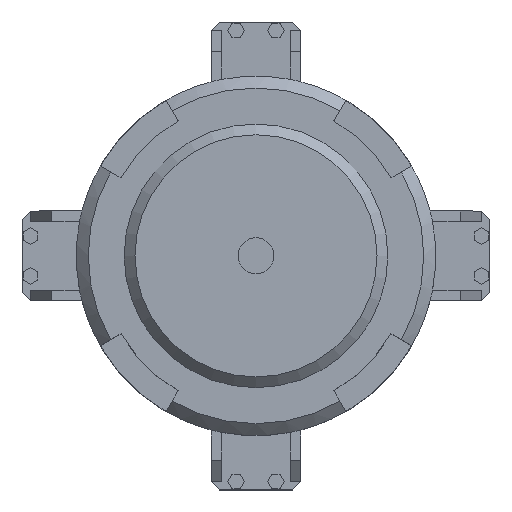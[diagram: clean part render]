
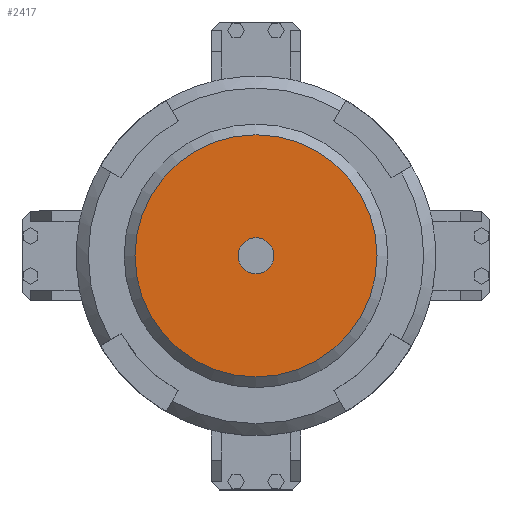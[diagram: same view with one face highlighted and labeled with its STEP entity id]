
A CAD part, top view. The second image highlights one B-rep face of the part: STEP entity #2417.
In plain terms, the highlighted planar face has unit normal (0, 0, 1).
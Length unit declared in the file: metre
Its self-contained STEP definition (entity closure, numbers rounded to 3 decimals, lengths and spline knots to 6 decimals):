
#56=CIRCLE('',#2597,0.015);
#57=CIRCLE('',#2600,0.101);
#186=ORIENTED_EDGE('',*,*,#855,.F.);
#187=ORIENTED_EDGE('',*,*,#854,.T.);
#854=EDGE_CURVE('',#1191,#1191,#56,.T.);
#855=EDGE_CURVE('',#1192,#1192,#57,.T.);
#1191=VERTEX_POINT('',#3545);
#1192=VERTEX_POINT('',#3549);
#2000=EDGE_LOOP('',(#186));
#2001=EDGE_LOOP('',(#187));
#2150=FACE_BOUND('',#2000,.T.);
#2151=FACE_BOUND('',#2001,.T.);
#2289=PLANE('',#2601);
#2417=ADVANCED_FACE('',(#2150,#2151),#2289,.T.);
#2597=AXIS2_PLACEMENT_3D('',#3544,#2866,#2867);
#2600=AXIS2_PLACEMENT_3D('',#3548,#2872,#2873);
#2601=AXIS2_PLACEMENT_3D('',#3550,#2874,#2875);
#2866=DIRECTION('',(0.,0.,-1.));
#2867=DIRECTION('',(-1.,0.,0.));
#2872=DIRECTION('',(0.,0.,-1.));
#2873=DIRECTION('',(-1.,0.,0.));
#2874=DIRECTION('',(0.,0.,1.));
#2875=DIRECTION('',(-1.,0.,0.));
#3544=CARTESIAN_POINT('',(0.,0.,0.084));
#3545=CARTESIAN_POINT('',(-0.015,0.,0.084));
#3548=CARTESIAN_POINT('',(0.,0.,0.084));
#3549=CARTESIAN_POINT('',(-0.101,0.,0.084));
#3550=CARTESIAN_POINT('',(0.,0.,0.084));
